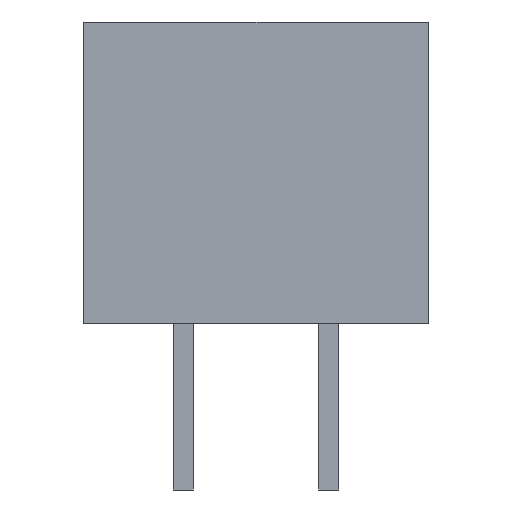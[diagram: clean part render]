
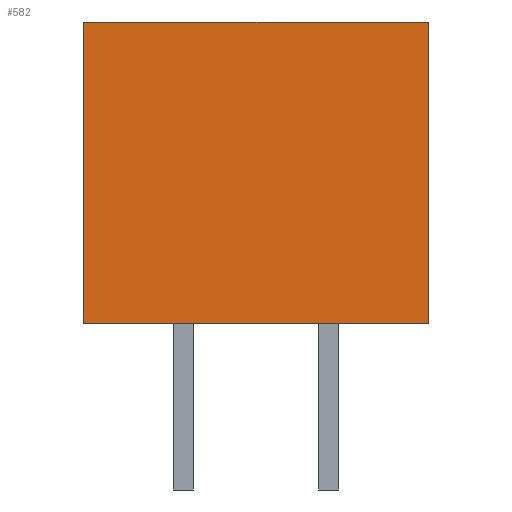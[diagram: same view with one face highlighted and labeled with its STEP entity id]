
A CAD part, left-side view. The second image highlights one B-rep face of the part: STEP entity #582.
In plain terms, the highlighted planar face has unit normal (-1, 0, 0).
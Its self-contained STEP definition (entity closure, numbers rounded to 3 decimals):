
#582=ADVANCED_FACE('',(#1322),#952,.T.);
#952=PLANE('',#6279);
#1322=FACE_OUTER_BOUND('',#1690,.T.);
#1690=EDGE_LOOP('',(#2071,#2072,#2073,#2074));
#2071=ORIENTED_EDGE('',*,*,#4053,.F.);
#2072=ORIENTED_EDGE('',*,*,#4054,.F.);
#2073=ORIENTED_EDGE('',*,*,#4055,.T.);
#2074=ORIENTED_EDGE('',*,*,#4056,.T.);
#3555=VERTEX_POINT('',#8155);
#3556=VERTEX_POINT('',#8156);
#3557=VERTEX_POINT('',#8158);
#3558=VERTEX_POINT('',#8160);
#4053=EDGE_CURVE('',#3555,#3556,#4797,.T.);
#4054=EDGE_CURVE('',#3557,#3555,#4798,.T.);
#4055=EDGE_CURVE('',#3557,#3558,#4799,.T.);
#4056=EDGE_CURVE('',#3558,#3556,#4800,.T.);
#4797=LINE('',#8154,#5541);
#4798=LINE('',#8157,#5542);
#4799=LINE('',#8159,#5543);
#4800=LINE('',#8161,#5544);
#5541=VECTOR('',#6664,1.);
#5542=VECTOR('',#6665,1.);
#5543=VECTOR('',#6666,1.);
#5544=VECTOR('',#6667,1.);
#6279=AXIS2_PLACEMENT_3D('',#8162,#6668,#6669);
#6664=DIRECTION('',(0.,0.,-1.));
#6665=DIRECTION('',(0.,-1.,0.));
#6666=DIRECTION('',(0.,0.,-1.));
#6667=DIRECTION('',(0.,-1.,0.));
#6668=DIRECTION('',(-1.,0.,0.));
#6669=DIRECTION('',(0.,0.,1.));
#8154=CARTESIAN_POINT('',(-15.35,-3.,5.25));
#8155=CARTESIAN_POINT('',(-15.35,-3.,5.25));
#8156=CARTESIAN_POINT('',(-15.35,-3.,0.));
#8157=CARTESIAN_POINT('',(-15.35,3.,5.25));
#8158=CARTESIAN_POINT('',(-15.35,3.,5.25));
#8159=CARTESIAN_POINT('',(-15.35,3.,5.25));
#8160=CARTESIAN_POINT('',(-15.35,3.,0.));
#8161=CARTESIAN_POINT('',(-15.35,3.,0.));
#8162=CARTESIAN_POINT('',(-15.35,3.,5.25));
